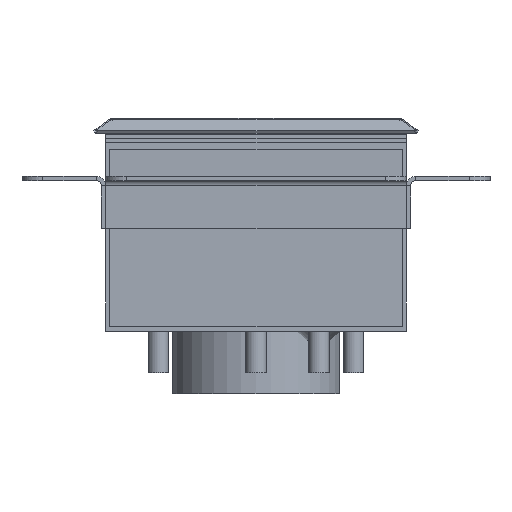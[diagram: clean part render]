
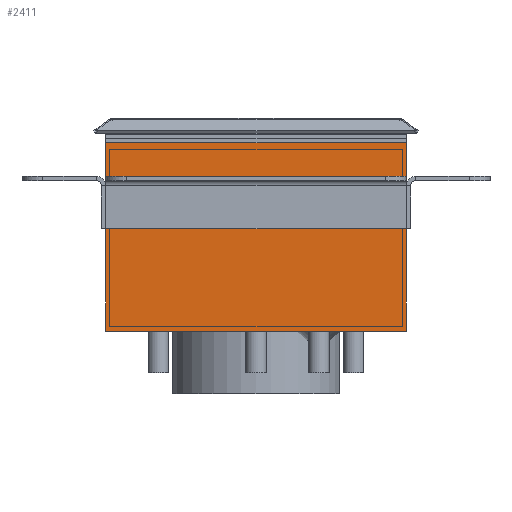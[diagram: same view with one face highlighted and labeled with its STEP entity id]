
A CAD part, left-side view. The second image highlights one B-rep face of the part: STEP entity #2411.
In plain terms, the highlighted planar face has unit normal (-1, 0, 0).
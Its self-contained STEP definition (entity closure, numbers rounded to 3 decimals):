
#2411=ADVANCED_FACE('',(#4509),#4511,.T.);
#4509=FACE_BOUND('',#4510,.T.);
#4510=EDGE_LOOP('',(#33162,#33163,#33164,#33165));
#4511=PLANE('',#4512);
#4512=AXIS2_PLACEMENT_3D('',#4513,#4514,#4515);
#4513=CARTESIAN_POINT('',(-225.,72.,0.));
#4514=DIRECTION('',(-1.,0.,0.));
#4515=DIRECTION('',(0.,-1.,0.));
#33162=ORIENTED_EDGE('',*,*,#41118,.T.);
#33163=ORIENTED_EDGE('',*,*,#41119,.T.);
#33164=ORIENTED_EDGE('',*,*,#41047,.F.);
#33165=ORIENTED_EDGE('',*,*,#41120,.F.);
#41047=EDGE_CURVE('',#45088,#45089,#45090,.T.);
#41118=EDGE_CURVE('',#45222,#45223,#45224,.T.);
#41119=EDGE_CURVE('',#45223,#45089,#45225,.T.);
#41120=EDGE_CURVE('',#45222,#45088,#45226,.T.);
#45088=VERTEX_POINT('',#51698);
#45089=VERTEX_POINT('',#51699);
#45090=LINE('',#51700,#51701);
#45222=VERTEX_POINT('',#52025);
#45223=VERTEX_POINT('',#52026);
#45224=LINE('',#52027,#52028);
#45225=LINE('',#52030,#52031);
#45226=LINE('',#52033,#52034);
#51698=CARTESIAN_POINT('',(-225.,72.,90.));
#51699=CARTESIAN_POINT('',(-225.,-72.,90.));
#51700=CARTESIAN_POINT('',(-225.,72.,90.));
#51701=VECTOR('',#51702,1.);
#51702=DIRECTION('',(0.,-1.,0.));
#52025=CARTESIAN_POINT('',(-225.,72.,0.));
#52026=CARTESIAN_POINT('',(-225.,-72.,0.));
#52027=CARTESIAN_POINT('',(-225.,72.,0.));
#52028=VECTOR('',#52029,1.);
#52029=DIRECTION('',(0.,-1.,0.));
#52030=CARTESIAN_POINT('',(-225.,-72.,0.));
#52031=VECTOR('',#52032,1.);
#52032=DIRECTION('',(0.,0.,1.));
#52033=CARTESIAN_POINT('',(-225.,72.,0.));
#52034=VECTOR('',#52035,1.);
#52035=DIRECTION('',(0.,0.,1.));
